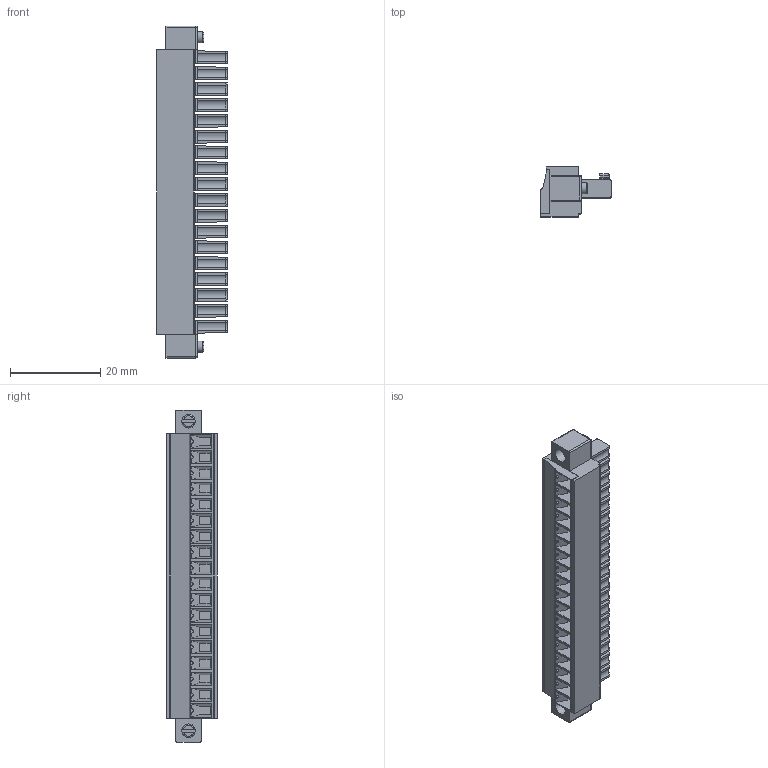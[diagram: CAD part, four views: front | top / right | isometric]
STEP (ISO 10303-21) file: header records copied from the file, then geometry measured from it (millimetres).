
FILE_DESCRIPTION(('STEP AP214'),'1');
FILE_NAME('SH18-3,5-K.stp','2018-11-19T10:55:11',(' '),(' '),'Spatial InterOp 3D',' ',' ');
FILE_SCHEMA(('AUTOMOTIVE_DESIGN { 1 0 10303 214 1 1 1 1 }'));
Length unit declared in the file: metre
Products named in the file (1): 1
Bounding box: 15.5 x 11.1 x 73.4 mm (x, y, z)
Volume: 6318.6 mm3; surface area: 7273.7 mm2
Topology: 1 solids, 1 shells, 1508 faces, 4012 edges, 2558 vertices
Faces by surface type: plane 1014, cylinder 340, torus 58, cone 56, sphere 40
Full cylindrical faces by diameter (mm): 1.2 x18, 2.5 x2, 2.8 x18, 3 x20
Entity records: 57866 total; most frequent: CARTESIAN_POINT 9000, ORIENTED_EDGE 7596, DIRECTION 7496, EDGE_CURVE 3798, LINE 2806, VECTOR 2806, VERTEX_POINT 2498, AXIS2_PLACEMENT_3D 2345
